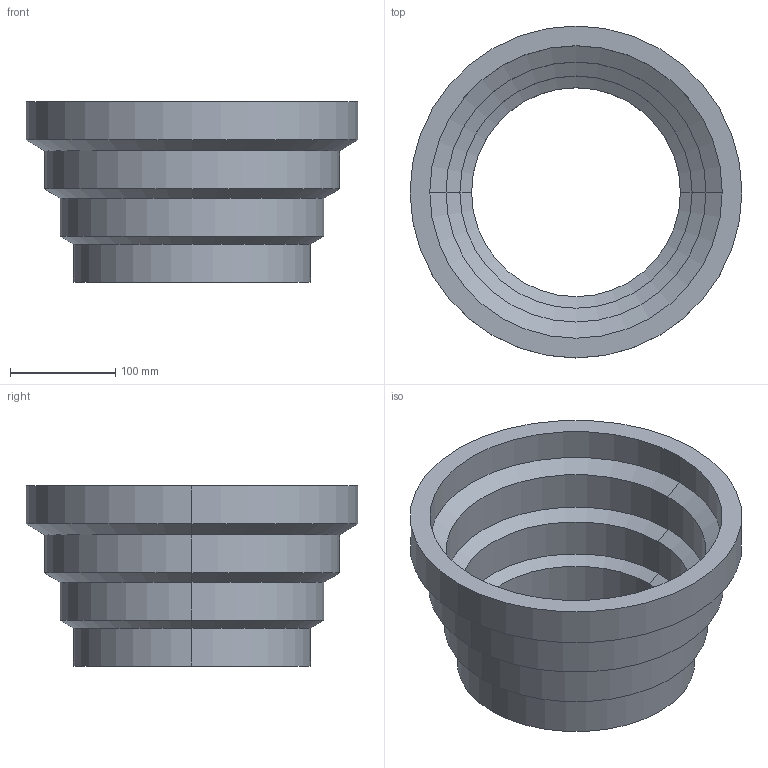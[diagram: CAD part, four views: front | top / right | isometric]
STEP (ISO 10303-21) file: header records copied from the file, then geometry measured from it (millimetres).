
FILE_DESCRIPTION (( 'STEP AP203' ), '1' );
FILE_NAME ('Step Reducer SDR17_001 115 1081 0318.step', '2022-06-07T13:05:01', ( '' ), ( '' ), 'SwSTEP 2.0', 'SolidWorks 2021', '' );
FILE_SCHEMA (( 'CONFIG_CONTROL_DESIGN' ));
Length unit declared in the file: millimetre
Products named in the file (1): Step Reducer SDR17_001 115 1081 0318
Bounding box: 315 x 315 x 171 mm (x, y, z)
Volume: 2373487.1 mm3; surface area: 333886.1 mm2
Topology: 1 solids, 1 shells, 30 faces, 60 edges, 32 vertices
Faces by surface type: cylinder 16, cone 12, plane 2
Entity records: 845 total; most frequent: DIRECTION 154, CARTESIAN_POINT 123, ORIENTED_EDGE 120, AXIS2_PLACEMENT_3D 63, EDGE_CURVE 60, CIRCLE 32, VERTEX_POINT 32, EDGE_LOOP 32
